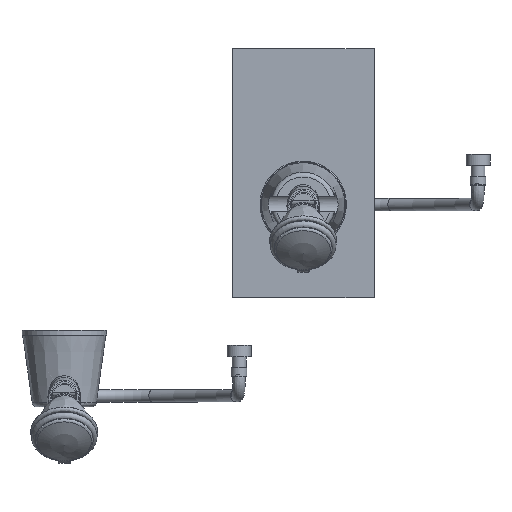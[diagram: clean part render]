
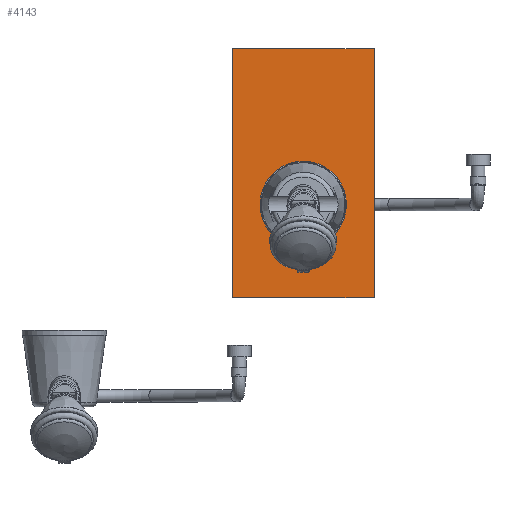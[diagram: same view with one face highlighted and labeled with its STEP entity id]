
A CAD part, top view. The second image highlights one B-rep face of the part: STEP entity #4143.
In plain terms, the highlighted planar face has unit normal (0, 0, 1).
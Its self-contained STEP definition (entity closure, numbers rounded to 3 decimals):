
#3905=PLANE('',#26957);
#4143=ADVANCED_FACE('',(#6338),#3905,.T.);
#6338=FACE_OUTER_BOUND('',#8084,.T.);
#8084=EDGE_LOOP('',(#11622,#11623,#11624,#11625));
#10068=LINE('',#35568,#10714);
#10069=LINE('',#35571,#10715);
#10070=LINE('',#35573,#10716);
#10071=LINE('',#35575,#10717);
#10714=VECTOR('',#29511,1.);
#10715=VECTOR('',#29512,1.);
#10716=VECTOR('',#29513,1.);
#10717=VECTOR('',#29514,1.);
#11622=ORIENTED_EDGE('',*,*,#21569,.T.);
#11623=ORIENTED_EDGE('',*,*,#21570,.T.);
#11624=ORIENTED_EDGE('',*,*,#21571,.T.);
#11625=ORIENTED_EDGE('',*,*,#21572,.T.);
#19277=VERTEX_POINT('',#35569);
#19278=VERTEX_POINT('',#35570);
#19279=VERTEX_POINT('',#35572);
#19280=VERTEX_POINT('',#35574);
#21569=EDGE_CURVE('',#19277,#19278,#10068,.T.);
#21570=EDGE_CURVE('',#19278,#19279,#10069,.T.);
#21571=EDGE_CURVE('',#19279,#19280,#10070,.T.);
#21572=EDGE_CURVE('',#19280,#19277,#10071,.T.);
#26957=AXIS2_PLACEMENT_3D('',#35576,#29515,#29516);
#29511=DIRECTION('',(1.,0.,0.));
#29512=DIRECTION('',(0.,1.,0.));
#29513=DIRECTION('',(-1.,0.,0.));
#29514=DIRECTION('',(0.,-1.,0.));
#29515=DIRECTION('',(0.,0.,1.));
#29516=DIRECTION('',(0.,1.,0.));
#35568=CARTESIAN_POINT('',(149.687,95.482,-248.));
#35569=CARTESIAN_POINT('',(75.474,95.482,-248.));
#35570=CARTESIAN_POINT('',(223.901,95.482,-248.));
#35571=CARTESIAN_POINT('',(223.901,225.836,-248.));
#35572=CARTESIAN_POINT('',(223.901,356.191,-248.));
#35573=CARTESIAN_POINT('',(149.687,356.191,-248.));
#35574=CARTESIAN_POINT('',(75.474,356.191,-248.));
#35575=CARTESIAN_POINT('',(75.474,225.836,-248.));
#35576=CARTESIAN_POINT('',(223.902,95.481,-248.));
